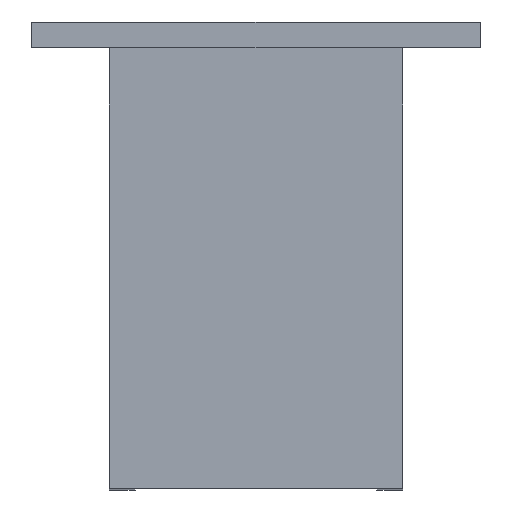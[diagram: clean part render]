
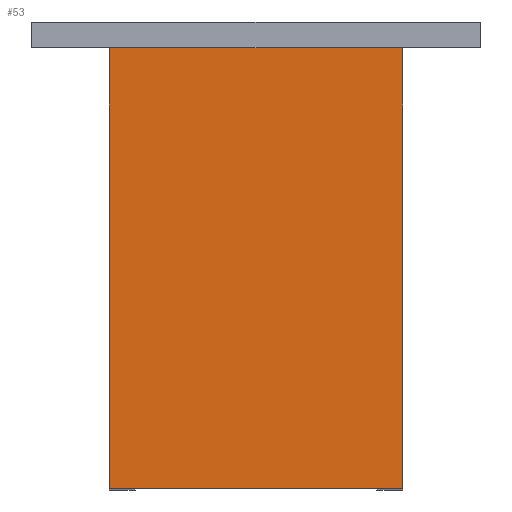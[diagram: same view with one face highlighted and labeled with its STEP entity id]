
A CAD part, front view. The second image highlights one B-rep face of the part: STEP entity #53.
In plain terms, the highlighted planar face has unit normal (0, -1, 0).
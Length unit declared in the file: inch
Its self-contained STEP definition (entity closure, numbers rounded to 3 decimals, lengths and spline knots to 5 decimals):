
#19 = ORIENTED_EDGE ( 'NONE', *, *, #51, .F. ) ;
#20 = VERTEX_POINT ( 'NONE', #168 ) ;
#25 = EDGE_CURVE ( 'NONE', #20, #91, #163, .T. ) ;
#40 = ORIENTED_EDGE ( 'NONE', *, *, #25, .T. ) ;
#51 = EDGE_CURVE ( 'NONE', #20, #54, #192, .T. ) ;
#52 = EDGE_LOOP ( 'NONE', ( #19, #40, #104, #143 ) ) ;
#53 = ADVANCED_FACE ( 'NONE', ( #249 ), #228, .T. ) ;
#54 = VERTEX_POINT ( 'NONE', #223 ) ;
#91 = VERTEX_POINT ( 'NONE', #256 ) ;
#104 = ORIENTED_EDGE ( 'NONE', *, *, #105, .F. ) ;
#105 = EDGE_CURVE ( 'NONE', #106, #91, #329, .T. ) ;
#106 = VERTEX_POINT ( 'NONE', #325 ) ;
#143 = ORIENTED_EDGE ( 'NONE', *, *, #144, .F. ) ;
#144 = EDGE_CURVE ( 'NONE', #54, #106, #446, .T. ) ;
#160 = DIRECTION ( 'NONE',  ( 0., 0., 1. ) ) ;
#161 = VECTOR ( 'NONE', #160, 39.37008 ) ;
#162 = CARTESIAN_POINT ( 'NONE',  ( 0.45311, 34., -4.08777 ) ) ;
#163 = LINE ( 'NONE', #162, #161 ) ;
#168 = CARTESIAN_POINT ( 'NONE',  ( 0.45311, 34., -1.59737 ) ) ;
#192 = LINE ( 'NONE', #252, #251 ) ;
#223 = CARTESIAN_POINT ( 'NONE',  ( -0.60939, 34., -1.59737 ) ) ;
#224 = DIRECTION ( 'NONE',  ( 0., 0., -1. ) ) ;
#225 = DIRECTION ( 'NONE',  ( 0., -1., 0. ) ) ;
#226 = CARTESIAN_POINT ( 'NONE',  ( -0.60939, 34., -4.08777 ) ) ;
#227 = AXIS2_PLACEMENT_3D ( 'NONE', #226, #225, #224 ) ;
#228 = PLANE ( 'NONE',  #227 ) ;
#249 = FACE_OUTER_BOUND ( 'NONE', #52, .T. ) ;
#250 = DIRECTION ( 'NONE',  ( -1., 0., 0. ) ) ;
#251 = VECTOR ( 'NONE', #250, 39.37008 ) ;
#252 = CARTESIAN_POINT ( 'NONE',  ( -0.60939, 34., -1.59737 ) ) ;
#256 = CARTESIAN_POINT ( 'NONE',  ( 0.45311, 34., 0. ) ) ;
#325 = CARTESIAN_POINT ( 'NONE',  ( -0.60939, 34., 0. ) ) ;
#326 = DIRECTION ( 'NONE',  ( 1., 0., 0. ) ) ;
#327 = VECTOR ( 'NONE', #326, 39.37008 ) ;
#328 = CARTESIAN_POINT ( 'NONE',  ( -0.60939, 34., 0. ) ) ;
#329 = LINE ( 'NONE', #328, #327 ) ;
#444 = VECTOR ( 'NONE', #449, 39.37008 ) ;
#445 = CARTESIAN_POINT ( 'NONE',  ( -0.60939, 34., -4.08777 ) ) ;
#446 = LINE ( 'NONE', #445, #444 ) ;
#449 = DIRECTION ( 'NONE',  ( 0., 0., 1. ) ) ;
